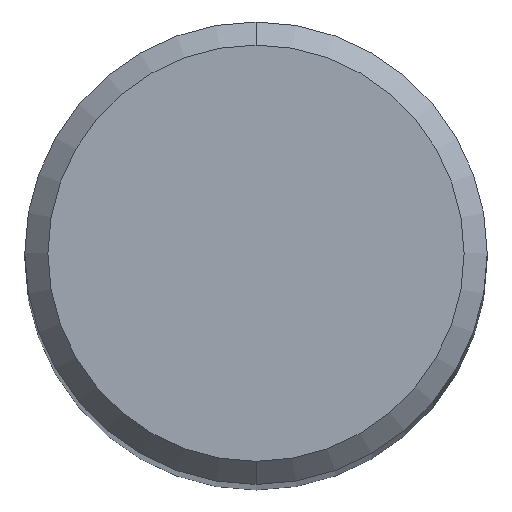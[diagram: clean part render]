
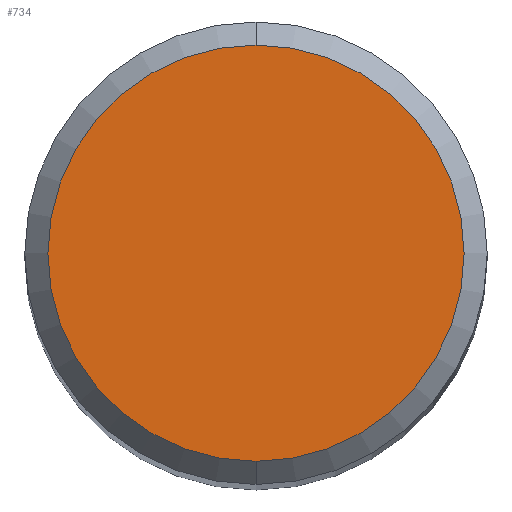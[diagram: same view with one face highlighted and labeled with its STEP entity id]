
A CAD part, top view. The second image highlights one B-rep face of the part: STEP entity #734.
In plain terms, the highlighted planar face has unit normal (0, 0, 1).
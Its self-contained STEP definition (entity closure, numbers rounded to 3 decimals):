
#334=EDGE_CURVE('',#540,#790,#904,.T.);
#540=VERTEX_POINT('',#1127);
#734=ADVANCED_FACE('',(#1341),#1342,.T.);
#790=VERTEX_POINT('',#1404);
#800=EDGE_CURVE('',#790,#540,#1414,.T.);
#904=CIRCLE('',#1617,3.6);
#1127=CARTESIAN_POINT('',(0.,-3.6,0.0));
#1341=FACE_OUTER_BOUND('',#4328,.T.);
#1342=PLANE('',#4329);
#1404=CARTESIAN_POINT('',(0.0,3.6,0.0));
#1414=CIRCLE('',#5138,3.6);
#1617=AXIS2_PLACEMENT_3D('',#5915,#5916,#5917);
#4328=EDGE_LOOP('',(#6365,#6366));
#4329=AXIS2_PLACEMENT_3D('',#6367,#6368,#6369);
#5138=AXIS2_PLACEMENT_3D('',#6438,#6439,#6440);
#5915=CARTESIAN_POINT('',(0.0,0.0,0.0));
#5916=DIRECTION('',(0.0,0.0,-1.0));
#5917=DIRECTION('',(0.0,1.0,0.0));
#6365=ORIENTED_EDGE('',*,*,#800,.F.);
#6366=ORIENTED_EDGE('',*,*,#334,.F.);
#6367=CARTESIAN_POINT('',(0.0,1.8,0.0));
#6368=DIRECTION('',(-0.0,0.0,1.0));
#6369=DIRECTION('',(0.0,-1.0,0.0));
#6438=CARTESIAN_POINT('',(0.0,0.0,0.0));
#6439=DIRECTION('',(0.0,0.0,-1.0));
#6440=DIRECTION('',(0.0,1.0,0.0));
